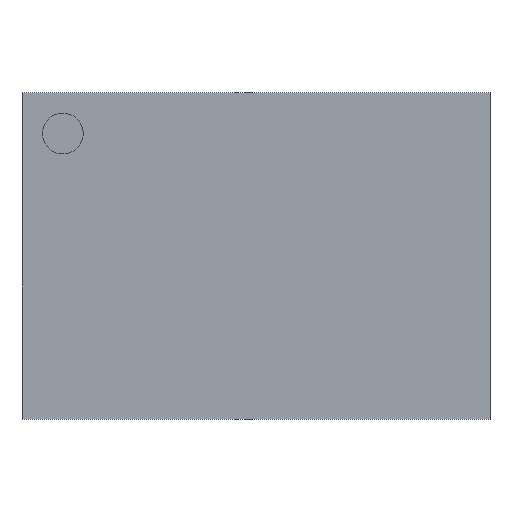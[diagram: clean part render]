
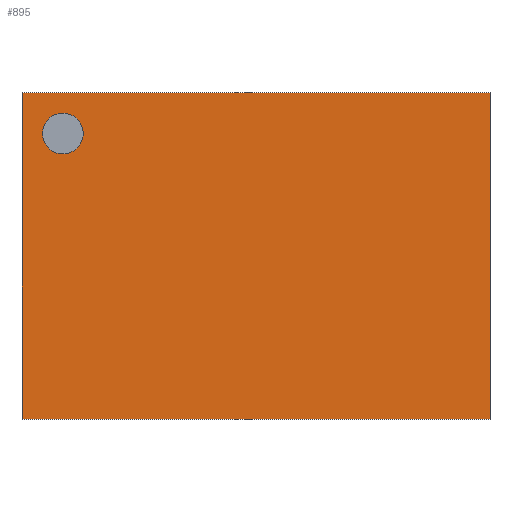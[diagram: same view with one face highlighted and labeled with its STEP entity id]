
A CAD part, top view. The second image highlights one B-rep face of the part: STEP entity #895.
In plain terms, the highlighted planar face has unit normal (0, 0, 1).
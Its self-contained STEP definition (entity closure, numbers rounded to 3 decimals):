
#706 = VERTEX_POINT('',#707);
#707 = CARTESIAN_POINT('',(-1.984,-1.384,0.69));
#714 = PLANE('',#715);
#715 = AXIS2_PLACEMENT_3D('',#716,#717,#718);
#716 = CARTESIAN_POINT('',(-1.984,-1.384,0.27));
#717 = DIRECTION('',(1.,0.,0.));
#718 = DIRECTION('',(0.,0.,1.));
#726 = PLANE('',#727);
#727 = AXIS2_PLACEMENT_3D('',#728,#729,#730);
#728 = CARTESIAN_POINT('',(-1.984,-1.384,0.27));
#729 = DIRECTION('',(0.,1.,0.));
#730 = DIRECTION('',(0.,0.,1.));
#767 = VERTEX_POINT('',#768);
#768 = CARTESIAN_POINT('',(-1.984,1.384,0.69));
#782 = PLANE('',#783);
#783 = AXIS2_PLACEMENT_3D('',#784,#785,#786);
#784 = CARTESIAN_POINT('',(-1.984,1.384,0.27));
#785 = DIRECTION('',(0.,1.,0.));
#786 = DIRECTION('',(0.,0.,1.));
#794 = EDGE_CURVE('',#706,#767,#795,.T.);
#795 = SURFACE_CURVE('',#796,(#800,#807),.PCURVE_S1.);
#796 = LINE('',#797,#798);
#797 = CARTESIAN_POINT('',(-1.984,-1.384,0.69));
#798 = VECTOR('',#799,1.);
#799 = DIRECTION('',(0.,1.,0.));
#800 = PCURVE('',#714,#801);
#801 = DEFINITIONAL_REPRESENTATION('',(#802),#806);
#802 = LINE('',#803,#804);
#803 = CARTESIAN_POINT('',(0.42,0.));
#804 = VECTOR('',#805,1.);
#805 = DIRECTION('',(0.,-1.));
#806 = ( GEOMETRIC_REPRESENTATION_CONTEXT(2) 
PARAMETRIC_REPRESENTATION_CONTEXT() REPRESENTATION_CONTEXT('2D SPACE',''
  ) );
#807 = PCURVE('',#808,#813);
#808 = PLANE('',#809);
#809 = AXIS2_PLACEMENT_3D('',#810,#811,#812);
#810 = CARTESIAN_POINT('',(-1.984,-1.384,0.69));
#811 = DIRECTION('',(0.,0.,1.));
#812 = DIRECTION('',(1.,0.,0.));
#813 = DEFINITIONAL_REPRESENTATION('',(#814),#818);
#814 = LINE('',#815,#816);
#815 = CARTESIAN_POINT('',(0.,0.));
#816 = VECTOR('',#817,1.);
#817 = DIRECTION('',(0.,1.));
#818 = ( GEOMETRIC_REPRESENTATION_CONTEXT(2) 
PARAMETRIC_REPRESENTATION_CONTEXT() REPRESENTATION_CONTEXT('2D SPACE',''
  ) );
#847 = EDGE_CURVE('',#706,#848,#850,.T.);
#848 = VERTEX_POINT('',#849);
#849 = CARTESIAN_POINT('',(1.984,-1.384,0.69));
#850 = SURFACE_CURVE('',#851,(#855,#862),.PCURVE_S1.);
#851 = LINE('',#852,#853);
#852 = CARTESIAN_POINT('',(-1.984,-1.384,0.69));
#853 = VECTOR('',#854,1.);
#854 = DIRECTION('',(1.,0.,0.));
#855 = PCURVE('',#726,#856);
#856 = DEFINITIONAL_REPRESENTATION('',(#857),#861);
#857 = LINE('',#858,#859);
#858 = CARTESIAN_POINT('',(0.42,0.));
#859 = VECTOR('',#860,1.);
#860 = DIRECTION('',(0.,1.));
#861 = ( GEOMETRIC_REPRESENTATION_CONTEXT(2) 
PARAMETRIC_REPRESENTATION_CONTEXT() REPRESENTATION_CONTEXT('2D SPACE',''
  ) );
#862 = PCURVE('',#808,#863);
#863 = DEFINITIONAL_REPRESENTATION('',(#864),#868);
#864 = LINE('',#865,#866);
#865 = CARTESIAN_POINT('',(0.,0.));
#866 = VECTOR('',#867,1.);
#867 = DIRECTION('',(1.,0.));
#868 = ( GEOMETRIC_REPRESENTATION_CONTEXT(2) 
PARAMETRIC_REPRESENTATION_CONTEXT() REPRESENTATION_CONTEXT('2D SPACE',''
  ) );
#884 = PLANE('',#885);
#885 = AXIS2_PLACEMENT_3D('',#886,#887,#888);
#886 = CARTESIAN_POINT('',(1.984,-1.384,0.27));
#887 = DIRECTION('',(1.,0.,0.));
#888 = DIRECTION('',(0.,0.,1.));
#895 = ADVANCED_FACE('',(#896,#944),#808,.T.);
#896 = FACE_BOUND('',#897,.T.);
#897 = EDGE_LOOP('',(#898,#899,#900,#923));
#898 = ORIENTED_EDGE('',*,*,#794,.F.);
#899 = ORIENTED_EDGE('',*,*,#847,.T.);
#900 = ORIENTED_EDGE('',*,*,#901,.T.);
#901 = EDGE_CURVE('',#848,#902,#904,.T.);
#902 = VERTEX_POINT('',#903);
#903 = CARTESIAN_POINT('',(1.984,1.384,0.69));
#904 = SURFACE_CURVE('',#905,(#909,#916),.PCURVE_S1.);
#905 = LINE('',#906,#907);
#906 = CARTESIAN_POINT('',(1.984,-1.384,0.69));
#907 = VECTOR('',#908,1.);
#908 = DIRECTION('',(0.,1.,0.));
#909 = PCURVE('',#808,#910);
#910 = DEFINITIONAL_REPRESENTATION('',(#911),#915);
#911 = LINE('',#912,#913);
#912 = CARTESIAN_POINT('',(3.968,0.));
#913 = VECTOR('',#914,1.);
#914 = DIRECTION('',(0.,1.));
#915 = ( GEOMETRIC_REPRESENTATION_CONTEXT(2) 
PARAMETRIC_REPRESENTATION_CONTEXT() REPRESENTATION_CONTEXT('2D SPACE',''
  ) );
#916 = PCURVE('',#884,#917);
#917 = DEFINITIONAL_REPRESENTATION('',(#918),#922);
#918 = LINE('',#919,#920);
#919 = CARTESIAN_POINT('',(0.42,0.));
#920 = VECTOR('',#921,1.);
#921 = DIRECTION('',(0.,-1.));
#922 = ( GEOMETRIC_REPRESENTATION_CONTEXT(2) 
PARAMETRIC_REPRESENTATION_CONTEXT() REPRESENTATION_CONTEXT('2D SPACE',''
  ) );
#923 = ORIENTED_EDGE('',*,*,#924,.F.);
#924 = EDGE_CURVE('',#767,#902,#925,.T.);
#925 = SURFACE_CURVE('',#926,(#930,#937),.PCURVE_S1.);
#926 = LINE('',#927,#928);
#927 = CARTESIAN_POINT('',(-1.984,1.384,0.69));
#928 = VECTOR('',#929,1.);
#929 = DIRECTION('',(1.,0.,0.));
#930 = PCURVE('',#808,#931);
#931 = DEFINITIONAL_REPRESENTATION('',(#932),#936);
#932 = LINE('',#933,#934);
#933 = CARTESIAN_POINT('',(0.,2.768));
#934 = VECTOR('',#935,1.);
#935 = DIRECTION('',(1.,0.));
#936 = ( GEOMETRIC_REPRESENTATION_CONTEXT(2) 
PARAMETRIC_REPRESENTATION_CONTEXT() REPRESENTATION_CONTEXT('2D SPACE',''
  ) );
#937 = PCURVE('',#782,#938);
#938 = DEFINITIONAL_REPRESENTATION('',(#939),#943);
#939 = LINE('',#940,#941);
#940 = CARTESIAN_POINT('',(0.42,0.));
#941 = VECTOR('',#942,1.);
#942 = DIRECTION('',(0.,1.));
#943 = ( GEOMETRIC_REPRESENTATION_CONTEXT(2) 
PARAMETRIC_REPRESENTATION_CONTEXT() REPRESENTATION_CONTEXT('2D SPACE',''
  ) );
#944 = FACE_BOUND('',#945,.T.);
#945 = EDGE_LOOP('',(#946));
#946 = ORIENTED_EDGE('',*,*,#947,.F.);
#947 = EDGE_CURVE('',#948,#948,#950,.T.);
#948 = VERTEX_POINT('',#949);
#949 = CARTESIAN_POINT('',(-1.465,1.038,0.69));
#950 = SURFACE_CURVE('',#951,(#956,#963),.PCURVE_S1.);
#951 = CIRCLE('',#952,0.173);
#952 = AXIS2_PLACEMENT_3D('',#953,#954,#955);
#953 = CARTESIAN_POINT('',(-1.638,1.038,0.69));
#954 = DIRECTION('',(0.,0.,1.));
#955 = DIRECTION('',(1.,0.,0.));
#956 = PCURVE('',#808,#957);
#957 = DEFINITIONAL_REPRESENTATION('',(#958),#962);
#958 = CIRCLE('',#959,0.173);
#959 = AXIS2_PLACEMENT_2D('',#960,#961);
#960 = CARTESIAN_POINT('',(0.346,2.422));
#961 = DIRECTION('',(1.,0.));
#962 = ( GEOMETRIC_REPRESENTATION_CONTEXT(2) 
PARAMETRIC_REPRESENTATION_CONTEXT() REPRESENTATION_CONTEXT('2D SPACE',''
  ) );
#963 = PCURVE('',#964,#969);
#964 = CYLINDRICAL_SURFACE('',#965,0.173);
#965 = AXIS2_PLACEMENT_3D('',#966,#967,#968);
#966 = CARTESIAN_POINT('',(-1.638,1.038,0.621));
#967 = DIRECTION('',(0.,0.,1.));
#968 = DIRECTION('',(1.,0.,0.));
#969 = DEFINITIONAL_REPRESENTATION('',(#970),#974);
#970 = LINE('',#971,#972);
#971 = CARTESIAN_POINT('',(0.,0.069));
#972 = VECTOR('',#973,1.);
#973 = DIRECTION('',(1.,0.));
#974 = ( GEOMETRIC_REPRESENTATION_CONTEXT(2) 
PARAMETRIC_REPRESENTATION_CONTEXT() REPRESENTATION_CONTEXT('2D SPACE',''
  ) );
